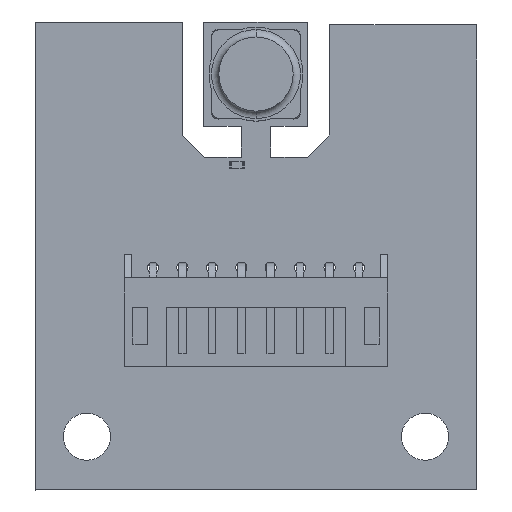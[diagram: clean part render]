
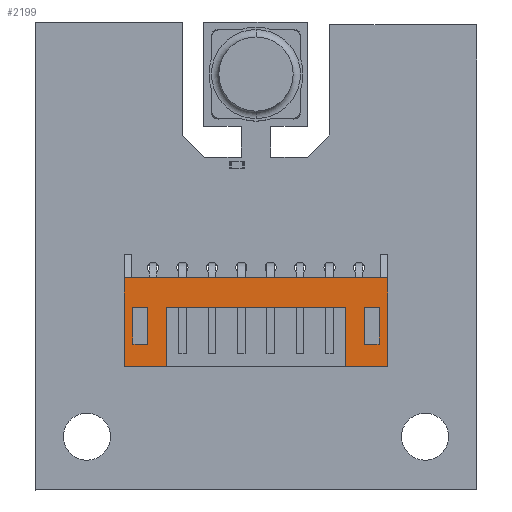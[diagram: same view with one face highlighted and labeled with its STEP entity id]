
A CAD part, top view. The second image highlights one B-rep face of the part: STEP entity #2199.
In plain terms, the highlighted face is planar.
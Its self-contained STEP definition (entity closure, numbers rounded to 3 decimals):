
#1562 = VERTEX_POINT('',#1563);
#1563 = CARTESIAN_POINT('',(-8.95,2.4,0.));
#1569 = EDGE_CURVE('',#1570,#1562,#1572,.T.);
#1570 = VERTEX_POINT('',#1571);
#1571 = CARTESIAN_POINT('',(8.95,2.4,0.));
#1572 = LINE('',#1573,#1574);
#1573 = CARTESIAN_POINT('',(8.95,2.4,0.));
#1574 = VECTOR('',#1575,1.);
#1575 = DIRECTION('',(-1.,0.,0.));
#1966 = VERTEX_POINT('',#1967);
#1967 = CARTESIAN_POINT('',(8.37,2.4,2.));
#1973 = EDGE_CURVE('',#1974,#1966,#1976,.T.);
#1974 = VERTEX_POINT('',#1975);
#1975 = CARTESIAN_POINT('',(7.37,2.4,2.));
#1976 = LINE('',#1977,#1978);
#1977 = CARTESIAN_POINT('',(7.37,2.4,2.));
#1978 = VECTOR('',#1979,1.);
#1979 = DIRECTION('',(1.,0.,0.));
#1998 = VERTEX_POINT('',#1999);
#1999 = CARTESIAN_POINT('',(6.1,2.4,2.));
#2005 = EDGE_CURVE('',#2006,#1998,#2008,.T.);
#2006 = VERTEX_POINT('',#2007);
#2007 = CARTESIAN_POINT('',(-6.1,2.4,2.));
#2008 = LINE('',#2009,#2010);
#2009 = CARTESIAN_POINT('',(6.1,2.4,2.));
#2010 = VECTOR('',#2011,1.);
#2011 = DIRECTION('',(1.,0.,0.));
#2030 = VERTEX_POINT('',#2031);
#2031 = CARTESIAN_POINT('',(-7.37,2.4,2.));
#2037 = EDGE_CURVE('',#2038,#2030,#2040,.T.);
#2038 = VERTEX_POINT('',#2039);
#2039 = CARTESIAN_POINT('',(-8.37,2.4,2.));
#2040 = LINE('',#2041,#2042);
#2041 = CARTESIAN_POINT('',(-7.37,2.4,2.));
#2042 = VECTOR('',#2043,1.);
#2043 = DIRECTION('',(1.,0.,0.));
#2199 = ADVANCED_FACE('',(#2200,#2225,#2273),#2298,.F.);
#2200 = FACE_BOUND('',#2201,.T.);
#2201 = EDGE_LOOP('',(#2202,#2210,#2218,#2224));
#2202 = ORIENTED_EDGE('',*,*,#2203,.T.);
#2203 = EDGE_CURVE('',#2030,#2204,#2206,.T.);
#2204 = VERTEX_POINT('',#2205);
#2205 = CARTESIAN_POINT('',(-7.37,2.4,4.5));
#2206 = LINE('',#2207,#2208);
#2207 = CARTESIAN_POINT('',(-7.37,2.4,2.));
#2208 = VECTOR('',#2209,1.);
#2209 = DIRECTION('',(0.,0.,1.));
#2210 = ORIENTED_EDGE('',*,*,#2211,.T.);
#2211 = EDGE_CURVE('',#2204,#2212,#2214,.T.);
#2212 = VERTEX_POINT('',#2213);
#2213 = CARTESIAN_POINT('',(-8.37,2.4,4.5));
#2214 = LINE('',#2215,#2216);
#2215 = CARTESIAN_POINT('',(-7.37,2.4,4.5));
#2216 = VECTOR('',#2217,1.);
#2217 = DIRECTION('',(-1.,0.,0.));
#2218 = ORIENTED_EDGE('',*,*,#2219,.T.);
#2219 = EDGE_CURVE('',#2212,#2038,#2220,.T.);
#2220 = LINE('',#2221,#2222);
#2221 = CARTESIAN_POINT('',(-8.37,2.4,2.));
#2222 = VECTOR('',#2223,1.);
#2223 = DIRECTION('',(0.,0.,-1.));
#2224 = ORIENTED_EDGE('',*,*,#2037,.T.);
#2225 = FACE_BOUND('',#2226,.T.);
#2226 = EDGE_LOOP('',(#2227,#2235,#2243,#2249,#2250,#2258,#2266,#2272));
#2227 = ORIENTED_EDGE('',*,*,#2228,.T.);
#2228 = EDGE_CURVE('',#1998,#2229,#2231,.T.);
#2229 = VERTEX_POINT('',#2230);
#2230 = CARTESIAN_POINT('',(6.1,2.4,6.));
#2231 = LINE('',#2232,#2233);
#2232 = CARTESIAN_POINT('',(6.1,2.4,6.));
#2233 = VECTOR('',#2234,1.);
#2234 = DIRECTION('',(0.,0.,1.));
#2235 = ORIENTED_EDGE('',*,*,#2236,.F.);
#2236 = EDGE_CURVE('',#2237,#2229,#2239,.T.);
#2237 = VERTEX_POINT('',#2238);
#2238 = CARTESIAN_POINT('',(8.95,2.4,6.));
#2239 = LINE('',#2240,#2241);
#2240 = CARTESIAN_POINT('',(8.95,2.4,6.));
#2241 = VECTOR('',#2242,1.);
#2242 = DIRECTION('',(-1.,0.,0.));
#2243 = ORIENTED_EDGE('',*,*,#2244,.T.);
#2244 = EDGE_CURVE('',#2237,#1570,#2245,.T.);
#2245 = LINE('',#2246,#2247);
#2246 = CARTESIAN_POINT('',(8.95,2.4,6.));
#2247 = VECTOR('',#2248,1.);
#2248 = DIRECTION('',(0.,0.,-1.));
#2249 = ORIENTED_EDGE('',*,*,#1569,.T.);
#2250 = ORIENTED_EDGE('',*,*,#2251,.F.);
#2251 = EDGE_CURVE('',#2252,#1562,#2254,.T.);
#2252 = VERTEX_POINT('',#2253);
#2253 = CARTESIAN_POINT('',(-8.95,2.4,6.));
#2254 = LINE('',#2255,#2256);
#2255 = CARTESIAN_POINT('',(-8.95,2.4,6.));
#2256 = VECTOR('',#2257,1.);
#2257 = DIRECTION('',(0.,0.,-1.));
#2258 = ORIENTED_EDGE('',*,*,#2259,.F.);
#2259 = EDGE_CURVE('',#2260,#2252,#2262,.T.);
#2260 = VERTEX_POINT('',#2261);
#2261 = CARTESIAN_POINT('',(-6.1,2.4,6.));
#2262 = LINE('',#2263,#2264);
#2263 = CARTESIAN_POINT('',(8.95,2.4,6.));
#2264 = VECTOR('',#2265,1.);
#2265 = DIRECTION('',(-1.,0.,0.));
#2266 = ORIENTED_EDGE('',*,*,#2267,.T.);
#2267 = EDGE_CURVE('',#2260,#2006,#2268,.T.);
#2268 = LINE('',#2269,#2270);
#2269 = CARTESIAN_POINT('',(-6.1,2.4,6.));
#2270 = VECTOR('',#2271,1.);
#2271 = DIRECTION('',(0.,0.,-1.));
#2272 = ORIENTED_EDGE('',*,*,#2005,.T.);
#2273 = FACE_BOUND('',#2274,.T.);
#2274 = EDGE_LOOP('',(#2275,#2283,#2284,#2292));
#2275 = ORIENTED_EDGE('',*,*,#2276,.T.);
#2276 = EDGE_CURVE('',#2277,#1974,#2279,.T.);
#2277 = VERTEX_POINT('',#2278);
#2278 = CARTESIAN_POINT('',(7.37,2.4,4.5));
#2279 = LINE('',#2280,#2281);
#2280 = CARTESIAN_POINT('',(7.37,2.4,2.));
#2281 = VECTOR('',#2282,1.);
#2282 = DIRECTION('',(0.,0.,-1.));
#2283 = ORIENTED_EDGE('',*,*,#1973,.T.);
#2284 = ORIENTED_EDGE('',*,*,#2285,.T.);
#2285 = EDGE_CURVE('',#1966,#2286,#2288,.T.);
#2286 = VERTEX_POINT('',#2287);
#2287 = CARTESIAN_POINT('',(8.37,2.4,4.5));
#2288 = LINE('',#2289,#2290);
#2289 = CARTESIAN_POINT('',(8.37,2.4,2.));
#2290 = VECTOR('',#2291,1.);
#2291 = DIRECTION('',(0.,0.,1.));
#2292 = ORIENTED_EDGE('',*,*,#2293,.T.);
#2293 = EDGE_CURVE('',#2286,#2277,#2294,.T.);
#2294 = LINE('',#2295,#2296);
#2295 = CARTESIAN_POINT('',(7.37,2.4,4.5));
#2296 = VECTOR('',#2297,1.);
#2297 = DIRECTION('',(-1.,0.,0.));
#2298 = PLANE('',#2299);
#2299 = AXIS2_PLACEMENT_3D('',#2300,#2301,#2302);
#2300 = CARTESIAN_POINT('',(8.95,2.4,6.));
#2301 = DIRECTION('',(0.,-1.,0.));
#2302 = DIRECTION('',(1.,0.,0.));
